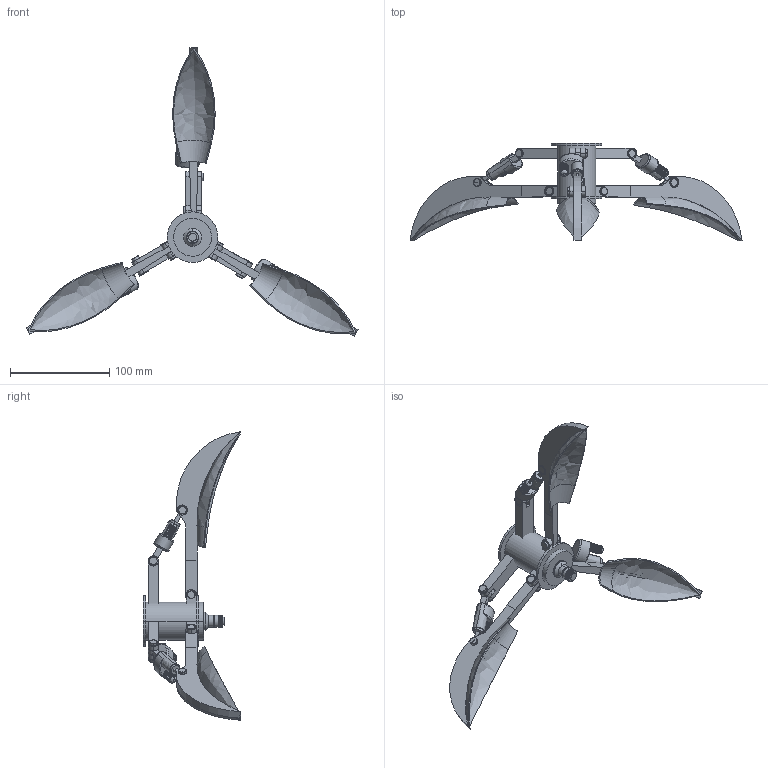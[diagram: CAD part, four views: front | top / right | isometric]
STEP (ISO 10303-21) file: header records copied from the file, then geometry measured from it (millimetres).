
FILE_DESCRIPTION(('FreeCAD Model'),'2;1');
FILE_NAME('Open CASCADE Shape Model','2025-05-02T15:45:05',('FreeCAD'),( 'FreeCAD'),'Open CASCADE STEP processor 7.6','FreeCAD','Unknown');
FILE_SCHEMA(('AUTOMOTIVE_DESIGN { 1 0 10303 214 1 1 1 1 }'));
Length unit declared in the file: millimetre
Products named in the file (1): Open CASCADE STEP translator 7.6 1
Bounding box: 335.17 x 98.56 x 291.29 mm (x, y, z)
Volume: 163498 mm3; surface area: 107967.4 mm2
Topology: 26 solids, 66 shells, 1086 faces, 2547 edges, 1592 vertices
Faces by surface type: bspline 1086
Entity records: 31624 total; most frequent: CARTESIAN_POINT 16412, ORIENTED_EDGE 5082, EDGE_CURVE 2541, B_SPLINE_CURVE_WITH_KNOTS 1716, VERTEX_POINT 1592, FACE_BOUND 1169, EDGE_LOOP 1169, ADVANCED_FACE 1086
